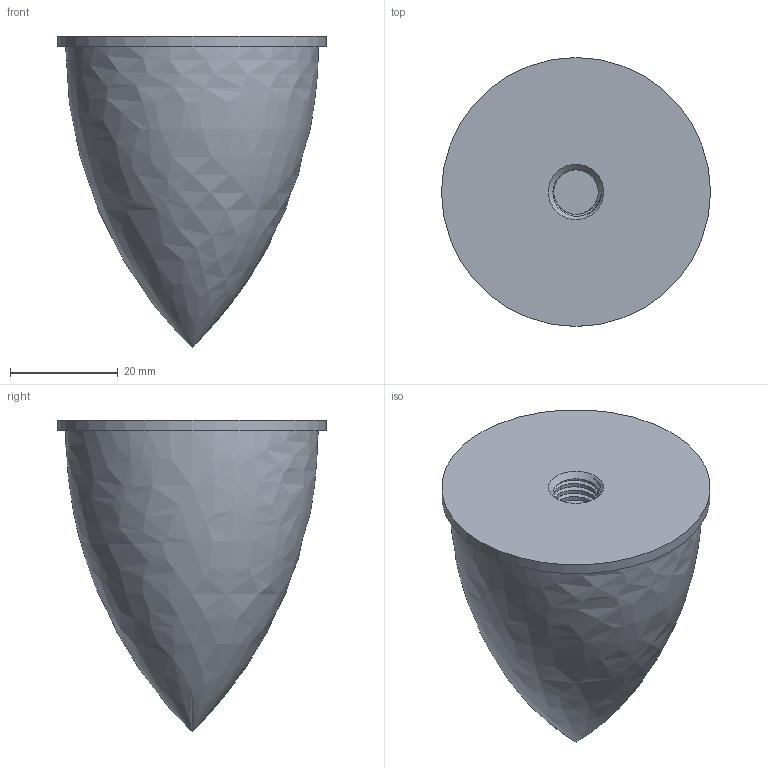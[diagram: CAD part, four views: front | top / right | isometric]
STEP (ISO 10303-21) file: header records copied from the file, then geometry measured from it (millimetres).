
FILE_DESCRIPTION(/* description */ ('KriTec Parabel-Puffer Ø50x58 M10 mit Innengewinde'),/* implementation_level */ '2;1');
FILE_NAME(/* name */ '12169 KriTec Parabel-Puffer Ø50x58 M10 mit Innengewinde.stp',/* time_stamp */ '2019-06-07T14:35:16+02:00',/* author */ ('Nell'),/* organization */ ('Unknown'),/* preprocessor_version */ 'ST-DEVELOPER v17',/* originating_system */ 'Autodesk Inventor 2018',/* authorisation */ ' ');
FILE_SCHEMA (('AUTOMOTIVE_DESIGN { 1 0 10303 214 3 1 1 }'));
Length unit declared in the file: millimetre
Products named in the file (1): 12169
Bounding box: 50 x 50 x 58 mm (x, y, z)
Volume: 57127.3 mm3; surface area: 9260.1 mm2
Topology: 1 solids, 1 shells, 18 faces, 49 edges, 34 vertices
Faces by surface type: cylinder 10, plane 4, bspline 3, cone 1
Full cylindrical faces by diameter (mm): 8.3 x8, 50 x1
Entity records: 1435 total; most frequent: CARTESIAN_POINT 1002, ORIENTED_EDGE 96, DIRECTION 68, EDGE_CURVE 48, VERTEX_POINT 34, AXIS2_PLACEMENT_3D 28, EDGE_LOOP 20, FACE_OUTER_BOUND 18
